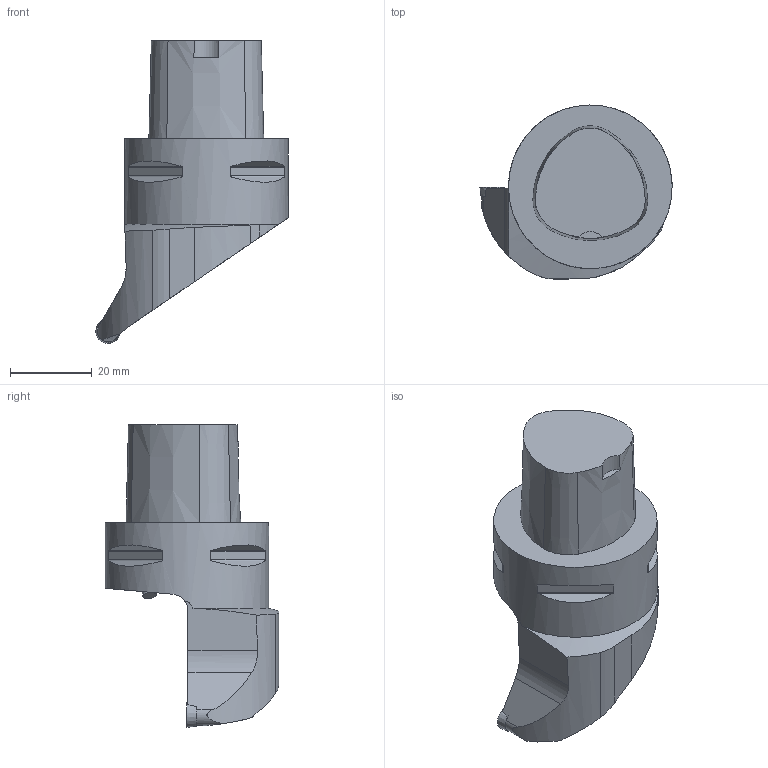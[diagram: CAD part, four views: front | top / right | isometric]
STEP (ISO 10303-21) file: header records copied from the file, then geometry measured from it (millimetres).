
FILE_DESCRIPTION(/* description */ (''),/* implementation_level */ '2;1');
FILE_NAME(/* name */ '1675240887252.stp',/* time_stamp */ '2023-02-01T14:11:43+06:00',/* author */ (''),/* organization */ ('SMS'),/* preprocessor_version */ 'ST-DEVELOPER v16.7',/* originating_system */ 'SIEMENS PLM Software NX 12.0',/* authorisation */ '');
FILE_SCHEMA (('AUTOMOTIVE_DESIGN { 1 0 10303 214 3 1 1 1 }'));
Length unit declared in the file: millimetre
Products named in the file (4): 204443338mod000_00; ASSEMBLY_CONSTRUCTION; 204515566mod000_00; 204515564mod000_00
Assembly tree (3 placements, depth 2):
  204515564mod000_00
    204515566mod000_00
    ASSEMBLY_CONSTRUCTION
    204443338mod000_00
Bounding box: 47 x 42.47 x 74 mm (x, y, z)
Volume: 47929.5 mm3; surface area: 9251.2 mm2
Topology: 2 solids, 2 shells, 65 faces, 164 edges, 118 vertices
Faces by surface type: plane 28, cylinder 22, cone 11, torus 4
Full cylindrical faces by diameter (mm): 2.8 x2, 3.3 x1, 40 x1
Entity records: 2300 total; most frequent: CARTESIAN_POINT 654, DIRECTION 321, ORIENTED_EDGE 290, EDGE_CURVE 145, AXIS2_PLACEMENT_3D 135, VERTEX_POINT 102, EDGE_LOOP 85, ADVANCED_FACE 65
